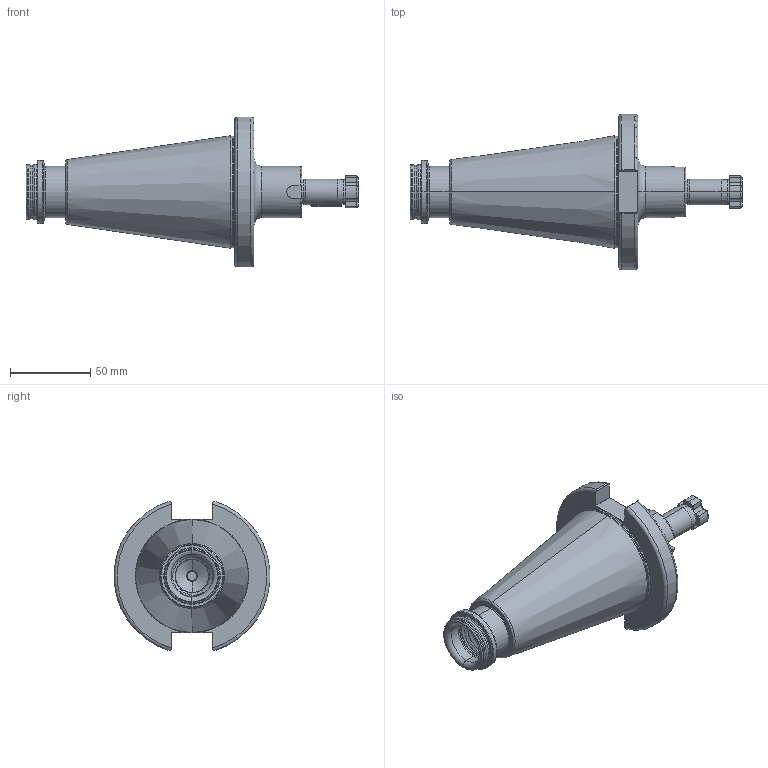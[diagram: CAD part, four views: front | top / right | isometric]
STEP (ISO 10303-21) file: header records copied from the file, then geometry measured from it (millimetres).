
FILE_DESCRIPTION (( 'STEP AP203' ), '1' );
FILE_NAME ('501.10.16.STEP', '2016-11-26T05:24:01', ( '' ), ( '' ), 'SwSTEP 2.0', 'SolidWorks 2012', '' );
FILE_SCHEMA (( 'CONFIG_CONTROL_DESIGN' ));
Length unit declared in the file: millimetre
Products named in the file (4): 501.10.16; SC16用鍵_4x4x20L; 十字螺絲FMB16
Assembly tree (3 placements, depth 2):
  501.10.16
    501.10.16
    十字螺絲FMB16
    SC16用鍵_4x4x20L
Bounding box: 206.8 x 96.94 x 93.38 mm (x, y, z)
Volume: 333560.3 mm3; surface area: 56318.4 mm2
Topology: 3 solids, 3 shells, 293 faces, 746 edges, 463 vertices
Faces by surface type: cylinder 141, torus 54, plane 49, cone 36, bspline 13
Entity records: 16391 total; most frequent: CARTESIAN_POINT 9471, ORIENTED_EDGE 1492, DIRECTION 1291, EDGE_CURVE 746, AXIS2_PLACEMENT_3D 513, VERTEX_POINT 463, EDGE_LOOP 301, FACE_OUTER_BOUND 293
